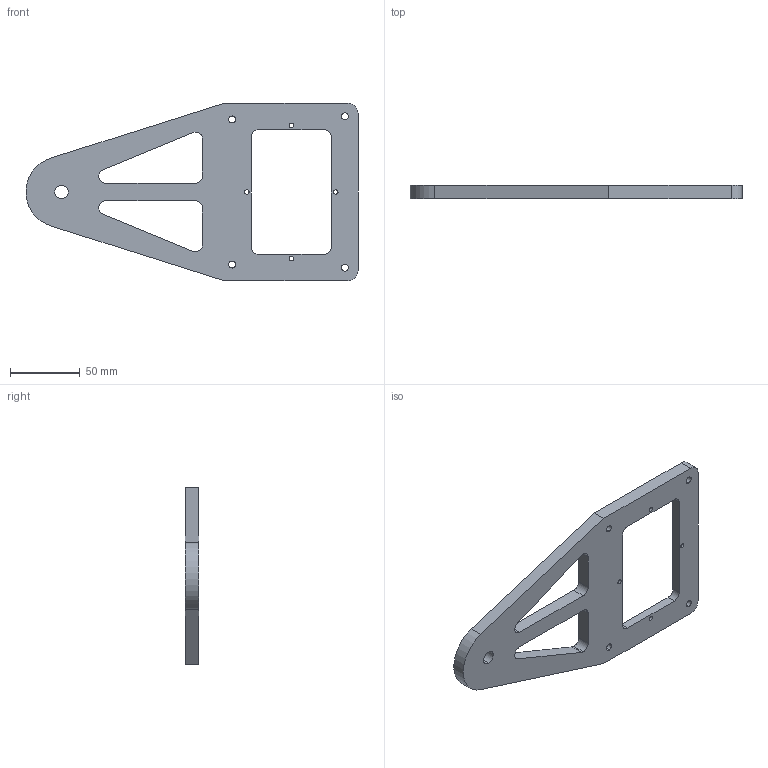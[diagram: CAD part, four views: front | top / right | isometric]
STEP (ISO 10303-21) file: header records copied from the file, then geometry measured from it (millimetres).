
FILE_DESCRIPTION (( 'STEP AP203' ), '1' );
FILE_NAME ('Top plate.STEP', '2023-07-12T00:36:17', ( '' ), ( '' ), 'SwSTEP 2.0', 'SolidWorks 2022', '' );
FILE_SCHEMA (( 'CONFIG_CONTROL_DESIGN' ));
Length unit declared in the file: inch
Products named in the file (1): Top plate
Bounding box: 237.2 x 9.53 x 127 mm (x, y, z)
Volume: 135554.4 mm3; surface area: 43563.3 mm2
Topology: 1 solids, 1 shells, 60 faces, 171 edges, 114 vertices
Faces by surface type: cylinder 37, plane 23
Entity records: 2116 total; most frequent: DIRECTION 367, CARTESIAN_POINT 346, ORIENTED_EDGE 342, EDGE_CURVE 171, AXIS2_PLACEMENT_3D 135, VERTEX_POINT 114, VECTOR 97, LINE 97
